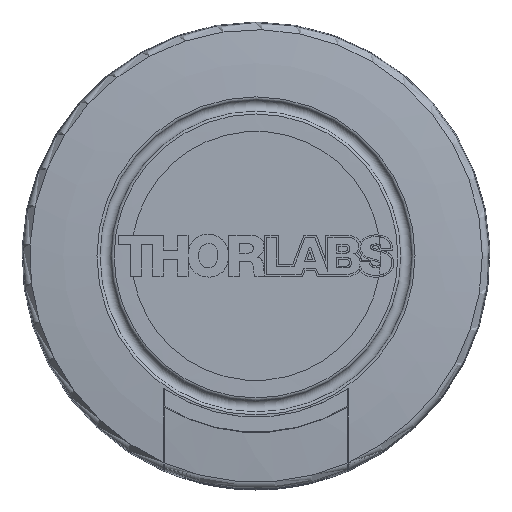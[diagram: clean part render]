
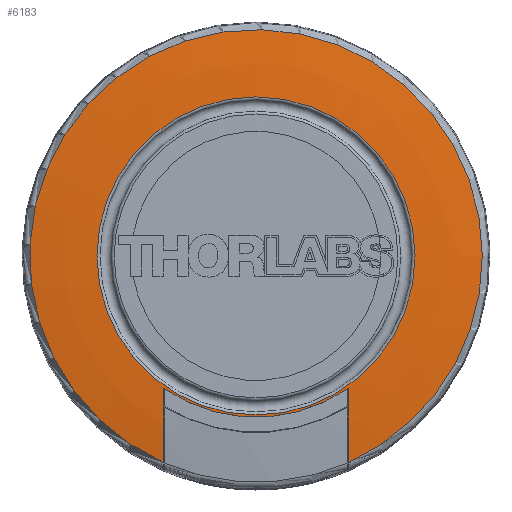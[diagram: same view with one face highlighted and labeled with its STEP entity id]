
A CAD part, top view. The second image highlights one B-rep face of the part: STEP entity #6183.
In plain terms, the highlighted free-form (B-spline) face has degree [2, 2] with [3, 9] control points.
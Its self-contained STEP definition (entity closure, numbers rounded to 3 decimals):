
#1452=FACE_OUTER_BOUND('',#1736,.T.);
#1736=EDGE_LOOP('',(#4430,#4431,#4432,#4433,#4434,#4435,#4436,#4437));
#2048=B_SPLINE_CURVE_WITH_KNOTS('',3,(#8615,#8616,#8617,#8618,#8619,#8620),
 .UNSPECIFIED.,.F.,.F.,(4,2,4),(-1.274,-1.037,-0.82),
 .UNSPECIFIED.);
#2049=B_SPLINE_CURVE_WITH_KNOTS('',3,(#8624,#8625,#8626,#8627,#8628,#8629),
 .UNSPECIFIED.,.F.,.F.,(4,2,4),(-1.274,-1.037,-0.82),
 .UNSPECIFIED.);
#2367=CIRCLE('',#6503,10.354);
#2369=CIRCLE('',#6505,50.);
#2370=CIRCLE('',#6506,14.735);
#2371=CIRCLE('',#6507,10.5);
#2372=CIRCLE('',#6508,14.735);
#2550=VERTEX_POINT('',#8580);
#2551=VERTEX_POINT('',#8610);
#2552=VERTEX_POINT('',#8612);
#2553=VERTEX_POINT('',#8614);
#2554=VERTEX_POINT('',#8621);
#2555=VERTEX_POINT('',#8623);
#3328=EDGE_CURVE('',#2550,#2550,#2367,.T.);
#3330=EDGE_CURVE('',#2550,#2551,#2369,.T.);
#3331=EDGE_CURVE('',#2551,#2552,#2370,.T.);
#3332=EDGE_CURVE('',#2552,#2553,#2048,.T.);
#3333=EDGE_CURVE('',#2554,#2553,#2371,.T.);
#3334=EDGE_CURVE('',#2555,#2554,#2049,.T.);
#3335=EDGE_CURVE('',#2555,#2551,#2372,.T.);
#4430=ORIENTED_EDGE('',*,*,#3328,.T.);
#4431=ORIENTED_EDGE('',*,*,#3330,.T.);
#4432=ORIENTED_EDGE('',*,*,#3331,.T.);
#4433=ORIENTED_EDGE('',*,*,#3332,.T.);
#4434=ORIENTED_EDGE('',*,*,#3333,.F.);
#4435=ORIENTED_EDGE('',*,*,#3334,.F.);
#4436=ORIENTED_EDGE('',*,*,#3335,.T.);
#4437=ORIENTED_EDGE('',*,*,#3330,.F.);
#6147=(
BOUNDED_SURFACE()
B_SPLINE_SURFACE(2,2,((#8583,#8584,#8585,#8586,#8587,#8588,#8589,#8590,
#8591),(#8592,#8593,#8594,#8595,#8596,#8597,#8598,#8599,#8600),(#8601,#8602,
#8603,#8604,#8605,#8606,#8607,#8608,#8609)),.UNSPECIFIED.,.F.,.T.,.F.)
B_SPLINE_SURFACE_WITH_KNOTS((3,3),(3,2,2,2,3),(-1.526,-1.438),
(-3.142,-1.571,0.,1.571,3.142),
 .UNSPECIFIED.)
GEOMETRIC_REPRESENTATION_ITEM()
RATIONAL_B_SPLINE_SURFACE(((1.,0.707,1.,0.707,1.,
0.707,1.,0.707,1.),(0.999,0.706,
0.999,0.706,0.999,0.706,
0.999,0.706,0.999),(1.,0.707,
1.,0.707,1.,0.707,1.,0.707,1.)))
REPRESENTATION_ITEM('')
SURFACE()
);
#6183=ADVANCED_FACE('',(#1452),#6147,.F.);
#6503=AXIS2_PLACEMENT_3D('',#8581,#6933,#6934);
#6505=AXIS2_PLACEMENT_3D('',#8611,#6937,#6938);
#6506=AXIS2_PLACEMENT_3D('',#8613,#6939,#6940);
#6507=AXIS2_PLACEMENT_3D('',#8622,#6941,#6942);
#6508=AXIS2_PLACEMENT_3D('',#8630,#6943,#6944);
#6933=DIRECTION('center_axis',(0.,0.,-1.));
#6934=DIRECTION('ref_axis',(-1.,0.,0.));
#6937=DIRECTION('center_axis',(0.,1.,0.));
#6938=DIRECTION('ref_axis',(1.,0.,0.));
#6939=DIRECTION('center_axis',(0.,0.,1.));
#6940=DIRECTION('ref_axis',(-1.,0.,0.));
#6941=DIRECTION('center_axis',(0.,0.,-1.));
#6942=DIRECTION('ref_axis',(-1.,0.,0.));
#6943=DIRECTION('center_axis',(0.,0.,1.));
#6944=DIRECTION('ref_axis',(-1.,0.,0.));
#8580=CARTESIAN_POINT('',(10.354,0.,4.95));
#8581=CARTESIAN_POINT('Origin',(0.,0.,4.95));
#8583=CARTESIAN_POINT('Ctrl Pts',(10.354,0.,
4.95));
#8584=CARTESIAN_POINT('Ctrl Pts',(10.354,-10.354,4.95));
#8585=CARTESIAN_POINT('Ctrl Pts',(0.,-10.354,
4.95));
#8586=CARTESIAN_POINT('Ctrl Pts',(-10.354,-10.354,4.95));
#8587=CARTESIAN_POINT('Ctrl Pts',(-10.354,0.,
4.95));
#8588=CARTESIAN_POINT('Ctrl Pts',(-10.354,10.354,4.95));
#8589=CARTESIAN_POINT('Ctrl Pts',(0.,10.354,
4.95));
#8590=CARTESIAN_POINT('Ctrl Pts',(10.354,10.354,4.95));
#8591=CARTESIAN_POINT('Ctrl Pts',(10.354,0.,
4.95));
#8592=CARTESIAN_POINT('Ctrl Pts',(12.553,0.,
4.851));
#8593=CARTESIAN_POINT('Ctrl Pts',(12.553,-12.553,4.851));
#8594=CARTESIAN_POINT('Ctrl Pts',(0.,-12.553,
4.851));
#8595=CARTESIAN_POINT('Ctrl Pts',(-12.553,-12.553,4.851));
#8596=CARTESIAN_POINT('Ctrl Pts',(-12.553,0.,
4.851));
#8597=CARTESIAN_POINT('Ctrl Pts',(-12.553,12.553,4.851));
#8598=CARTESIAN_POINT('Ctrl Pts',(0.,12.553,
4.851));
#8599=CARTESIAN_POINT('Ctrl Pts',(12.553,12.553,4.851));
#8600=CARTESIAN_POINT('Ctrl Pts',(12.553,0.,
4.851));
#8601=CARTESIAN_POINT('Ctrl Pts',(14.735,0.,
4.559));
#8602=CARTESIAN_POINT('Ctrl Pts',(14.735,-14.735,4.559));
#8603=CARTESIAN_POINT('Ctrl Pts',(0.,-14.735,
4.559));
#8604=CARTESIAN_POINT('Ctrl Pts',(-14.735,-14.735,4.559));
#8605=CARTESIAN_POINT('Ctrl Pts',(-14.735,0.,
4.559));
#8606=CARTESIAN_POINT('Ctrl Pts',(-14.735,14.735,4.559));
#8607=CARTESIAN_POINT('Ctrl Pts',(0.,14.735,
4.559));
#8608=CARTESIAN_POINT('Ctrl Pts',(14.735,14.735,4.559));
#8609=CARTESIAN_POINT('Ctrl Pts',(14.735,0.,
4.559));
#8610=CARTESIAN_POINT('',(14.735,0.,4.559));
#8611=CARTESIAN_POINT('Origin',(8.109,0.,
-45.));
#8612=CARTESIAN_POINT('',(-6.,-13.458,4.559));
#8613=CARTESIAN_POINT('Origin',(0.,0.,4.559));
#8614=CARTESIAN_POINT('',(-6.,-8.617,4.943));
#8615=CARTESIAN_POINT('Ctrl Pts',(-6.,-13.458,4.559));
#8616=CARTESIAN_POINT('Ctrl Pts',(-6.,-12.606,4.663));
#8617=CARTESIAN_POINT('Ctrl Pts',(-6.,-11.756,4.746));
#8618=CARTESIAN_POINT('Ctrl Pts',(-6.,-10.14,4.87));
#8619=CARTESIAN_POINT('Ctrl Pts',(-6.,-9.374,4.913));
#8620=CARTESIAN_POINT('Ctrl Pts',(-6.,-8.617,4.943));
#8621=CARTESIAN_POINT('',(6.,-8.617,4.943));
#8622=CARTESIAN_POINT('Origin',(0.,0.,4.943));
#8623=CARTESIAN_POINT('',(6.,-13.458,4.559));
#8624=CARTESIAN_POINT('Ctrl Pts',(6.,-13.458,4.559));
#8625=CARTESIAN_POINT('Ctrl Pts',(6.,-12.606,4.663));
#8626=CARTESIAN_POINT('Ctrl Pts',(6.,-11.756,4.746));
#8627=CARTESIAN_POINT('Ctrl Pts',(6.,-10.14,4.87));
#8628=CARTESIAN_POINT('Ctrl Pts',(6.,-9.374,4.913));
#8629=CARTESIAN_POINT('Ctrl Pts',(6.,-8.617,4.943));
#8630=CARTESIAN_POINT('Origin',(0.,0.,4.559));
